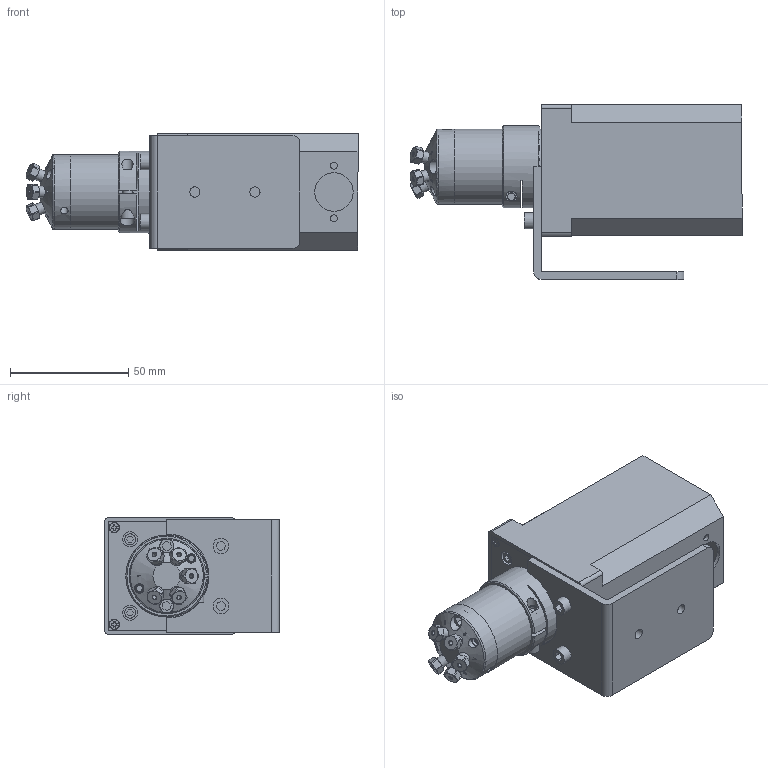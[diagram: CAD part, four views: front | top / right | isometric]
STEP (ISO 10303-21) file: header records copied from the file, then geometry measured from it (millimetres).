
FILE_DESCRIPTION((''),'2;1');
FILE_NAME('312354-C2V-1006EH 6 port 2-pos vlv m-elect vertical port injection.stp','2013-08-14T15:32:23',('Franzp'),(''),'Autodesk Inventor 2013','Autodesk Inventor 2013','');
FILE_SCHEMA(('AUTOMOTIVE_DESIGN { 1 0 10303 214 1 1 1 1 }'));
Length unit declared in the file: millimetre
Products named in the file (1): 312354_Shrinkwrap_1
Bounding box: 140.37 x 73.91 x 49.17 mm (x, y, z)
Surface area: 57369.4 mm2 (no closed solid volume)
Topology: 0 solids, 32 shells, 238 faces, 846 edges, 631 vertices
Faces by surface type: plane 143, cylinder 77, cone 16, bspline 1, torus 1
Full cylindrical faces by diameter (mm): 1.727 x5, 2.95 x2, 3.175 x1, 3.22 x2, 3.302 x1, 3.962 x1, 4.166 x1, 4.32 x2, 4.6 x2, 4.826 x5, 5.4 x1, 5.78 x1, 5.89 x2, 5.94 x1, 6.35 x2, 6.7 x2, 16.256 x1, 19.05 x1, 19.075 x1, 31.725 x1, 31.75 x2, 34.671 x1
Entity records: 9769 total; most frequent: CARTESIAN_POINT 2644, DIRECTION 1328, ORIENTED_EDGE 1216, EDGE_CURVE 762, VERTEX_POINT 601, AXIS2_PLACEMENT_3D 480, EDGE_LOOP 372, VECTOR 368
